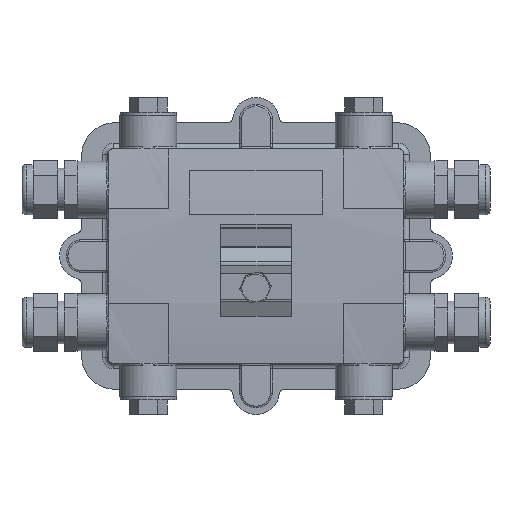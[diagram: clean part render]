
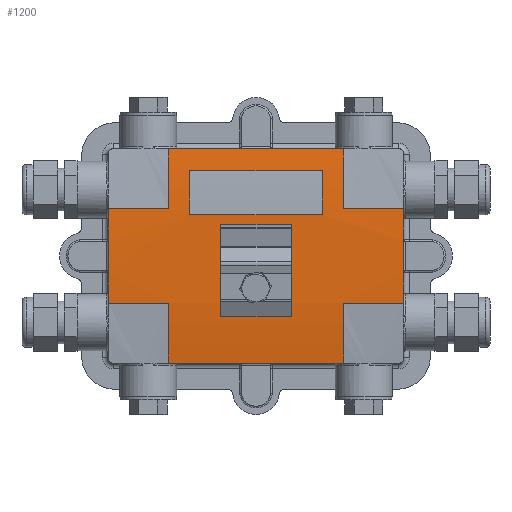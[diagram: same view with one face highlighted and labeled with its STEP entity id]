
A CAD part, front view. The second image highlights one B-rep face of the part: STEP entity #1200.
In plain terms, the highlighted cylindrical face has radius 305.45 mm (diameter 610.9 mm), a partial arc.
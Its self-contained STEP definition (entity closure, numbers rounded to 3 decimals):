
#84 = ORIENTED_EDGE ( 'NONE', *, *, #354, .F. ) ;
#235 = CARTESIAN_POINT ( 'NONE',  ( -95.25, -25.515, -31.2 ) ) ;
#354 = EDGE_CURVE ( 'NONE', #6891, #4388, #19280, .T. ) ;
#414 = CIRCLE ( 'NONE', #3812, 305.45 ) ;
#432 = CARTESIAN_POINT ( 'NONE',  ( -117.05, -25.515, -65.6 ) ) ;
#483 = AXIS2_PLACEMENT_3D ( 'NONE', #1498, #12703, #3135 ) ;
#532 = ORIENTED_EDGE ( 'NONE', *, *, #2774, .T. ) ;
#638 = VERTEX_POINT ( 'NONE', #2482 ) ;
#657 = AXIS2_PLACEMENT_3D ( 'NONE', #4682, #15842, #6267 ) ;
#930 = LINE ( 'NONE', #12300, #8962 ) ;
#1033 = LINE ( 'NONE', #3210, #17564 ) ;
#1082 = DIRECTION ( 'NONE',  ( 0., 0., -1. ) ) ;
#1200 = ADVANCED_FACE ( 'NONE', ( #20251, #7493 ), #11205, .T. ) ;
#1216 = DIRECTION ( 'NONE',  ( -1., 0., 0. ) ) ;
#1388 = EDGE_CURVE ( 'NONE', #13202, #7542, #16728, .T. ) ;
#1397 = ORIENTED_EDGE ( 'NONE', *, *, #13989, .T. ) ;
#1498 = CARTESIAN_POINT ( 'NONE',  ( -87.35, 279.45, -48.4 ) ) ;
#1827 = VERTEX_POINT ( 'NONE', #11041 ) ;
#2067 = ORIENTED_EDGE ( 'NONE', *, *, #11654, .T. ) ;
#2152 = EDGE_CURVE ( 'NONE', #9631, #11071, #7458, .T. ) ;
#2482 = CARTESIAN_POINT ( 'NONE',  ( -87.35, -24.423, -17.4 ) ) ;
#2774 = EDGE_CURVE ( 'NONE', #638, #14314, #930, .T. ) ;
#2788 = CIRCLE ( 'NONE', #6660, 305.45 ) ;
#2841 = VERTEX_POINT ( 'NONE', #15664 ) ;
#2882 = CARTESIAN_POINT ( 'NONE',  ( -95.25, -25.515, -31.2 ) ) ;
#3135 = DIRECTION ( 'NONE',  ( 0., 0., -1. ) ) ;
#3210 = CARTESIAN_POINT ( 'NONE',  ( -117.05, -23.5, -9.4 ) ) ;
#3238 = CARTESIAN_POINT ( 'NONE',  ( -39.35, -24.423, -17.4 ) ) ;
#3323 = EDGE_CURVE ( 'NONE', #2841, #4693, #19892, .T. ) ;
#3656 = CARTESIAN_POINT ( 'NONE',  ( -9.65, 279.45, -48.4 ) ) ;
#3812 = AXIS2_PLACEMENT_3D ( 'NONE', #13931, #4385, #15540 ) ;
#3841 = CIRCLE ( 'NONE', #483, 305.45 ) ;
#4205 = CARTESIAN_POINT ( 'NONE',  ( -95.25, -23.5, -9.4 ) ) ;
#4385 = DIRECTION ( 'NONE',  ( 1., 0., 0. ) ) ;
#4388 = VERTEX_POINT ( 'NONE', #20151 ) ;
#4400 = EDGE_CURVE ( 'NONE', #14314, #7542, #5559, .T. ) ;
#4682 = CARTESIAN_POINT ( 'NONE',  ( -95.25, 279.45, -48.4 ) ) ;
#4693 = VERTEX_POINT ( 'NONE', #5452 ) ;
#4720 = CARTESIAN_POINT ( 'NONE',  ( -117.05, -23.5, -87.4 ) ) ;
#4901 = CARTESIAN_POINT ( 'NONE',  ( -117.05, -25.515, -31.2 ) ) ;
#5239 = DIRECTION ( 'NONE',  ( 0., 0., -1. ) ) ;
#5452 = CARTESIAN_POINT ( 'NONE',  ( -9.65, -25.515, -65.6 ) ) ;
#5453 = ORIENTED_EDGE ( 'NONE', *, *, #8967, .F. ) ;
#5463 = CARTESIAN_POINT ( 'NONE',  ( -87.35, -25.631, -33.4 ) ) ;
#5545 = DIRECTION ( 'NONE',  ( -1., 0., 0. ) ) ;
#5559 = CIRCLE ( 'NONE', #9942, 305.45 ) ;
#5632 = DIRECTION ( 'NONE',  ( 1., 0., 0. ) ) ;
#5678 = CARTESIAN_POINT ( 'NONE',  ( -117.05, 279.45, -48.4 ) ) ;
#6054 = AXIS2_PLACEMENT_3D ( 'NONE', #5678, #16850, #7285 ) ;
#6267 = DIRECTION ( 'NONE',  ( 0., 0., 1. ) ) ;
#6315 = VERTEX_POINT ( 'NONE', #8902 ) ;
#6660 = AXIS2_PLACEMENT_3D ( 'NONE', #17264, #7693, #18866 ) ;
#6714 = CARTESIAN_POINT ( 'NONE',  ( -31.45, -25.515, -31.2 ) ) ;
#6891 = VERTEX_POINT ( 'NONE', #18981 ) ;
#6940 = LINE ( 'NONE', #4720, #14386 ) ;
#7129 = VECTOR ( 'NONE', #15303, 1000. ) ;
#7285 = DIRECTION ( 'NONE',  ( 0., 0., 1. ) ) ;
#7322 = ORIENTED_EDGE ( 'NONE', *, *, #9270, .F. ) ;
#7429 = CARTESIAN_POINT ( 'NONE',  ( -95.25, -23.5, -87.4 ) ) ;
#7458 = CIRCLE ( 'NONE', #657, 305.45 ) ;
#7493 = FACE_BOUND ( 'NONE', #15248, .T. ) ;
#7542 = VERTEX_POINT ( 'NONE', #13176 ) ;
#7549 = VERTEX_POINT ( 'NONE', #432 ) ;
#7693 = DIRECTION ( 'NONE',  ( 1., 0., 0. ) ) ;
#8312 = CIRCLE ( 'NONE', #6054, 305.45 ) ;
#8409 = ORIENTED_EDGE ( 'NONE', *, *, #19502, .F. ) ;
#8412 = EDGE_LOOP ( 'NONE', ( #1397, #7322, #8409, #16389, #11672, #9459, #18187, #14732, #84, #2067, #5453, #12940 ) ) ;
#8902 = CARTESIAN_POINT ( 'NONE',  ( -31.45, -23.5, -9.4 ) ) ;
#8962 = VECTOR ( 'NONE', #17160, 1000. ) ;
#8967 = EDGE_CURVE ( 'NONE', #11071, #6315, #1033, .T. ) ;
#9270 = EDGE_CURVE ( 'NONE', #7549, #15569, #8312, .T. ) ;
#9459 = ORIENTED_EDGE ( 'NONE', *, *, #16030, .F. ) ;
#9631 = VERTEX_POINT ( 'NONE', #235 ) ;
#9942 = AXIS2_PLACEMENT_3D ( 'NONE', #20278, #10669, #1082 ) ;
#9979 = EDGE_CURVE ( 'NONE', #15194, #15970, #414, .T. ) ;
#10473 = CARTESIAN_POINT ( 'NONE',  ( -31.45, -25.515, -65.6 ) ) ;
#10669 = DIRECTION ( 'NONE',  ( 1., 0., 0. ) ) ;
#10734 = VECTOR ( 'NONE', #16273, 1000. ) ;
#10970 = DIRECTION ( 'NONE',  ( -1., 0., 0. ) ) ;
#11041 = CARTESIAN_POINT ( 'NONE',  ( -31.45, -23.5, -87.4 ) ) ;
#11071 = VERTEX_POINT ( 'NONE', #4205 ) ;
#11089 = VECTOR ( 'NONE', #10970, 1000. ) ;
#11158 = ORIENTED_EDGE ( 'NONE', *, *, #12268, .F. ) ;
#11205 = CYLINDRICAL_SURFACE ( 'NONE', #12299, 305.45 ) ;
#11505 = CARTESIAN_POINT ( 'NONE',  ( 68.39, 279.45, -48.4 ) ) ;
#11654 = EDGE_CURVE ( 'NONE', #6891, #6315, #18143, .T. ) ;
#11672 = ORIENTED_EDGE ( 'NONE', *, *, #17734, .T. ) ;
#12268 = EDGE_CURVE ( 'NONE', #638, #13202, #3841, .T. ) ;
#12299 = AXIS2_PLACEMENT_3D ( 'NONE', #11505, #17876, #13110 ) ;
#12300 = CARTESIAN_POINT ( 'NONE',  ( -87.35, -24.423, -17.4 ) ) ;
#12344 = ORIENTED_EDGE ( 'NONE', *, *, #1388, .F. ) ;
#12417 = CARTESIAN_POINT ( 'NONE',  ( -95.25, -25.515, -65.6 ) ) ;
#12449 = EDGE_CURVE ( 'NONE', #4693, #4388, #17840, .T. ) ;
#12451 = VECTOR ( 'NONE', #5632, 1000. ) ;
#12703 = DIRECTION ( 'NONE',  ( 1., 0., 0. ) ) ;
#12940 = ORIENTED_EDGE ( 'NONE', *, *, #2152, .F. ) ;
#13110 = DIRECTION ( 'NONE',  ( 0., 0., 1. ) ) ;
#13176 = CARTESIAN_POINT ( 'NONE',  ( -39.35, -25.631, -33.4 ) ) ;
#13202 = VERTEX_POINT ( 'NONE', #5463 ) ;
#13931 = CARTESIAN_POINT ( 'NONE',  ( -95.25, 279.45, -48.4 ) ) ;
#13989 = EDGE_CURVE ( 'NONE', #9631, #15569, #19647, .T. ) ;
#14249 = DIRECTION ( 'NONE',  ( 1., 0., 0. ) ) ;
#14314 = VERTEX_POINT ( 'NONE', #3238 ) ;
#14386 = VECTOR ( 'NONE', #14249, 1000. ) ;
#14398 = AXIS2_PLACEMENT_3D ( 'NONE', #3656, #14790, #5239 ) ;
#14732 = ORIENTED_EDGE ( 'NONE', *, *, #12449, .T. ) ;
#14790 = DIRECTION ( 'NONE',  ( -1., 0., 0. ) ) ;
#15096 = VECTOR ( 'NONE', #1216, 1000. ) ;
#15125 = CARTESIAN_POINT ( 'NONE',  ( -31.45, 279.45, -48.4 ) ) ;
#15194 = VERTEX_POINT ( 'NONE', #19013 ) ;
#15248 = EDGE_LOOP ( 'NONE', ( #12344, #11158, #532, #18654 ) ) ;
#15303 = DIRECTION ( 'NONE',  ( 1., 0., 0. ) ) ;
#15540 = DIRECTION ( 'NONE',  ( 0., 0., -1. ) ) ;
#15569 = VERTEX_POINT ( 'NONE', #4901 ) ;
#15664 = CARTESIAN_POINT ( 'NONE',  ( -31.45, -25.515, -65.6 ) ) ;
#15842 = DIRECTION ( 'NONE',  ( -1., 0., 0. ) ) ;
#15970 = VERTEX_POINT ( 'NONE', #7429 ) ;
#16008 = AXIS2_PLACEMENT_3D ( 'NONE', #15125, #5545, #16745 ) ;
#16030 = EDGE_CURVE ( 'NONE', #2841, #1827, #2788, .T. ) ;
#16273 = DIRECTION ( 'NONE',  ( 1., 0., 0. ) ) ;
#16389 = ORIENTED_EDGE ( 'NONE', *, *, #9979, .T. ) ;
#16728 = LINE ( 'NONE', #18296, #12451 ) ;
#16745 = DIRECTION ( 'NONE',  ( 0., 0., 1. ) ) ;
#16850 = DIRECTION ( 'NONE',  ( -1., 0., 0. ) ) ;
#17160 = DIRECTION ( 'NONE',  ( 1., 0., 0. ) ) ;
#17264 = CARTESIAN_POINT ( 'NONE',  ( -31.45, 279.45, -48.4 ) ) ;
#17564 = VECTOR ( 'NONE', #17637, 1000. ) ;
#17637 = DIRECTION ( 'NONE',  ( 1., 0., 0. ) ) ;
#17734 = EDGE_CURVE ( 'NONE', #15970, #1827, #6940, .T. ) ;
#17840 = CIRCLE ( 'NONE', #14398, 305.45 ) ;
#17876 = DIRECTION ( 'NONE',  ( -1., 0., 0. ) ) ;
#18143 = CIRCLE ( 'NONE', #16008, 305.45 ) ;
#18187 = ORIENTED_EDGE ( 'NONE', *, *, #3323, .T. ) ;
#18296 = CARTESIAN_POINT ( 'NONE',  ( -87.35, -25.631, -33.4 ) ) ;
#18654 = ORIENTED_EDGE ( 'NONE', *, *, #4400, .T. ) ;
#18866 = DIRECTION ( 'NONE',  ( 0., 0., -1. ) ) ;
#18981 = CARTESIAN_POINT ( 'NONE',  ( -31.45, -25.515, -31.2 ) ) ;
#19013 = CARTESIAN_POINT ( 'NONE',  ( -95.25, -25.515, -65.6 ) ) ;
#19280 = LINE ( 'NONE', #6714, #10734 ) ;
#19369 = LINE ( 'NONE', #12417, #15096 ) ;
#19502 = EDGE_CURVE ( 'NONE', #15194, #7549, #19369, .T. ) ;
#19647 = LINE ( 'NONE', #2882, #11089 ) ;
#19892 = LINE ( 'NONE', #10473, #7129 ) ;
#20151 = CARTESIAN_POINT ( 'NONE',  ( -9.65, -25.515, -31.2 ) ) ;
#20251 = FACE_OUTER_BOUND ( 'NONE', #8412, .T. ) ;
#20278 = CARTESIAN_POINT ( 'NONE',  ( -39.35, 279.45, -48.4 ) ) ;
